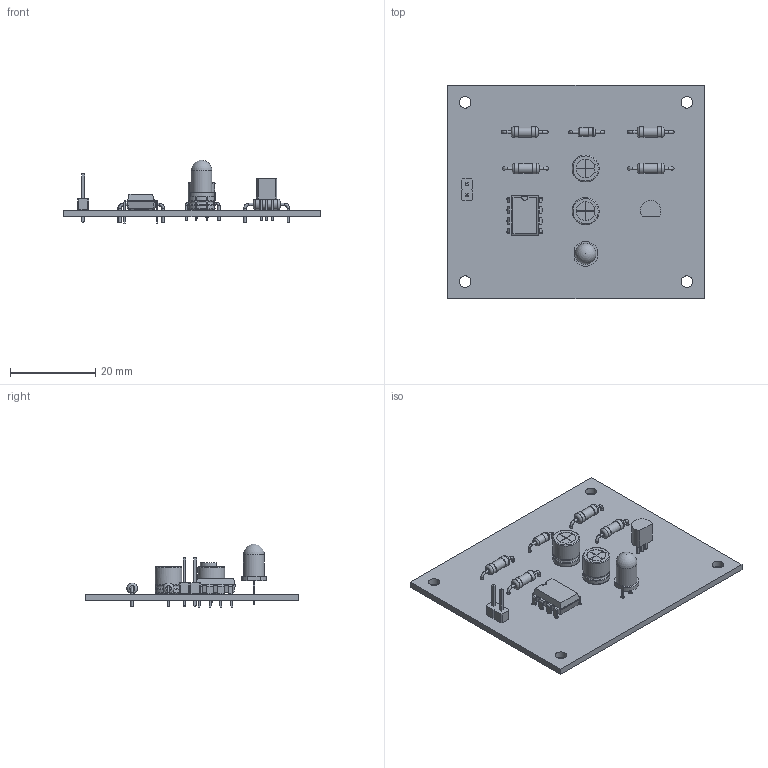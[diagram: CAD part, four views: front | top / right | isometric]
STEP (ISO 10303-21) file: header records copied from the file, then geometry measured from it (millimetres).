
FILE_DESCRIPTION(('KiCad electronic assembly'),'2;1');
FILE_NAME('My555Timer.step','2025-10-27T10:56:16',('Pcbnew'),('Kicad'), 'Open CASCADE STEP processor 7.9','KiCad to STEP converter','Unknown' );
FILE_SCHEMA(('AUTOMOTIVE_DESIGN { 1 0 10303 214 1 1 1 1 }'));
Length unit declared in the file: millimetre
Products named in the file (9): My555Timer 1; D_DO-35_SOD27_P7.62mm_Horizontal; R_Axial_DIN0207_L6.3mm_D2.5mm_P10.16mm_Horizontal; CP_Radial_D6.3mm_P2.50mm; DIP-8_W7.62mm; TO-92_Inline; PinHeader_1x02_P2.54mm_Vertical; LED_D5.0mm; My555Timer_PCB
Assembly tree (12 placements, depth 2):
  My555Timer 1
    D_DO-35_SOD27_P7.62mm_Horizontal
    R_Axial_DIN0207_L6.3mm_D2.5mm_P10.16mm_Horizontal  x4
    CP_Radial_D6.3mm_P2.50mm  x2
    DIP-8_W7.62mm
    TO-92_Inline
    PinHeader_1x02_P2.54mm_Vertical
    LED_D5.0mm
    My555Timer_PCB
Bounding box: 60 x 50 x 14.9 mm (x, y, z)
Volume: 5440.2 mm3; surface area: 7952.4 mm2
Topology: 13 solids, 15 shells, 450 faces, 1052 edges, 665 vertices
Faces by surface type: plane 276, cylinder 113, bspline 28, torus 24, revolution 8, sphere 1
Full cylindrical faces by diameter (mm): 0.5 x7, 0.6 x16, 0.75 x3, 0.8 x22, 0.9 x2, 1 x2, 2 x2, 2.02 x1, 2.25 x4, 2.5 x8, 2.7 x4, 4.9 x1
Entity records: 13549 total; most frequent: CARTESIAN_POINT 2704, ORIENTED_EDGE 1726, DIRECTION 1706, EDGE_CURVE 863, LINE 638, VECTOR 638, VERTEX_POINT 549, AXIS2_PLACEMENT_3D 532
